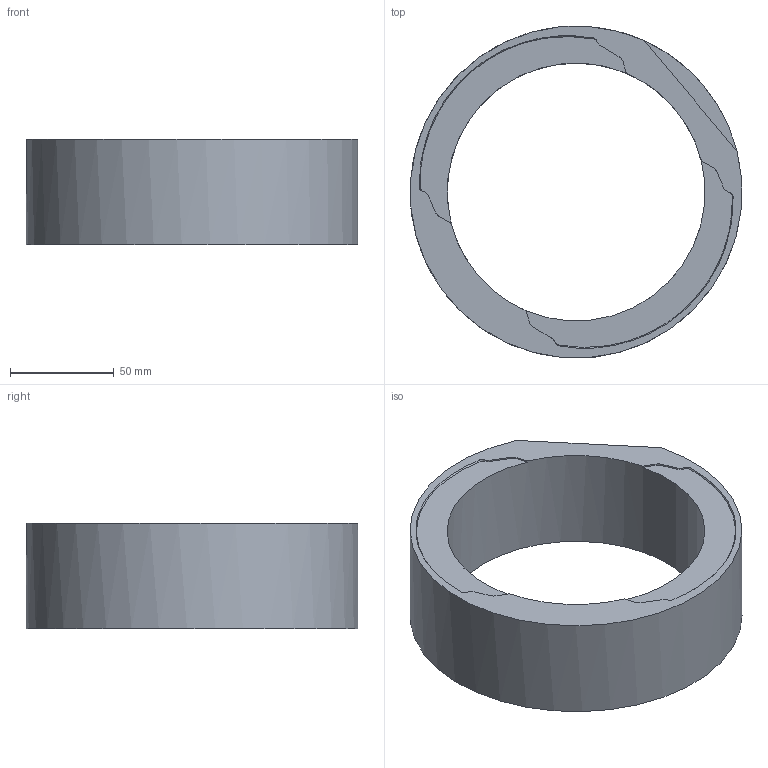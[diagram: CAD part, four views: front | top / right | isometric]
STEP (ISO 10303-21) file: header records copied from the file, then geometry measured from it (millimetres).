
FILE_DESCRIPTION(/* description */ (''),/* implementation_level */ '2;1');
FILE_NAME(/* name */ '40度冲模.stp',/* time_stamp */ '2019-04-13T12:50:58+08:00',/* author */ (''),/* organization */ (''),/* preprocessor_version */ 'ST-DEVELOPER v16',/* originating_system */ 'SIEMENS PLM Software NX 11.0',/* authorisation */ '');
FILE_SCHEMA (('AUTOMOTIVE_DESIGN { 1 0 10303 214 3 1 1 1 }'));
Length unit declared in the file: millimetre
Products named in the file (1): Admi37804FAAuvvu
Bounding box: 159.74 x 159.84 x 50.67 mm (x, y, z)
Volume: 398815.8 mm3; surface area: 61155.4 mm2
Topology: 1 solids, 1 shells, 30 faces, 84 edges, 56 vertices
Faces by surface type: plane 14, bspline 14, cylinder 2
Full cylindrical faces by diameter (mm): 124.324 x1, 160 x1
Entity records: 1688 total; most frequent: CARTESIAN_POINT 1007, ORIENTED_EDGE 160, DIRECTION 86, EDGE_CURVE 80, VERTEX_POINT 54, B_SPLINE_CURVE_WITH_KNOTS 36, LINE 36, VECTOR 36
